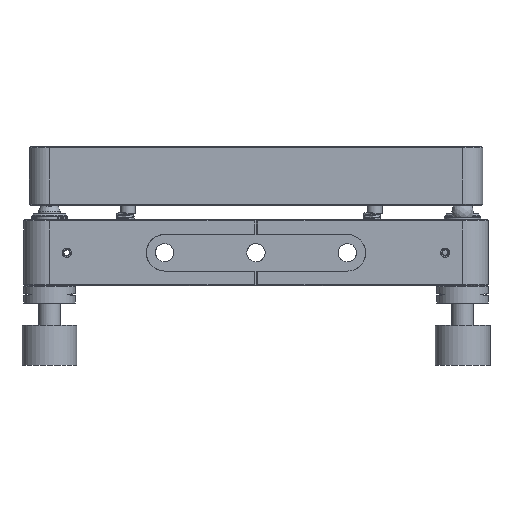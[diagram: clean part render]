
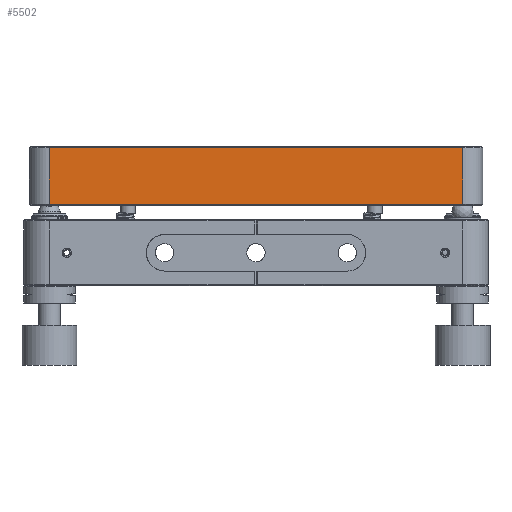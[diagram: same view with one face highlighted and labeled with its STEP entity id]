
A CAD part, front view. The second image highlights one B-rep face of the part: STEP entity #5502.
In plain terms, the highlighted planar face has unit normal (0, 1, 0).
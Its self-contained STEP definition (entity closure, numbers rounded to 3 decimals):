
#577 = EDGE_CURVE ( 'NONE', #12945, #19850, #19547, .T. ) ;
#2118 = ORIENTED_EDGE ( 'NONE', *, *, #8507, .T. ) ;
#2546 = EDGE_LOOP ( 'NONE', ( #12035, #4943, #2118, #8846 ) ) ;
#3534 = CARTESIAN_POINT ( 'NONE',  ( 56.5, -62., 28.995 ) ) ;
#4715 = EDGE_CURVE ( 'NONE', #12945, #7419, #16541, .T. ) ;
#4943 = ORIENTED_EDGE ( 'NONE', *, *, #4715, .T. ) ;
#5502 = ADVANCED_FACE ( 'NONE', ( #20330 ), #6491, .T. ) ;
#5518 = VECTOR ( 'NONE', #19340, 1000. ) ;
#5928 = DIRECTION ( 'NONE',  ( 0., 0., 1. ) ) ;
#6035 = CARTESIAN_POINT ( 'NONE',  ( -56.5, -62., 28.995 ) ) ;
#6491 = PLANE ( 'NONE',  #20452 ) ;
#6598 = CARTESIAN_POINT ( 'NONE',  ( -56.5, -62., 28.745 ) ) ;
#6663 = LINE ( 'NONE', #3534, #21969 ) ;
#7419 = VERTEX_POINT ( 'NONE', #6598 ) ;
#7514 = CARTESIAN_POINT ( 'NONE',  ( 56.5, -62., 28.745 ) ) ;
#7955 = DIRECTION ( 'NONE',  ( -1., 0., 0. ) ) ;
#8507 = EDGE_CURVE ( 'NONE', #7419, #15035, #8747, .T. ) ;
#8747 = LINE ( 'NONE', #15576, #5518 ) ;
#8846 = ORIENTED_EDGE ( 'NONE', *, *, #12058, .T. ) ;
#11063 = CARTESIAN_POINT ( 'NONE',  ( -62., -62., 13.245 ) ) ;
#11807 = DIRECTION ( 'NONE',  ( 0., 0., -1. ) ) ;
#12035 = ORIENTED_EDGE ( 'NONE', *, *, #577, .F. ) ;
#12058 = EDGE_CURVE ( 'NONE', #15035, #19850, #6663, .T. ) ;
#12945 = VERTEX_POINT ( 'NONE', #20371 ) ;
#14009 = VECTOR ( 'NONE', #14422, 1000. ) ;
#14422 = DIRECTION ( 'NONE',  ( 1., 0., 0. ) ) ;
#15035 = VERTEX_POINT ( 'NONE', #7514 ) ;
#15576 = CARTESIAN_POINT ( 'NONE',  ( -62., -62., 28.745 ) ) ;
#16541 = LINE ( 'NONE', #6035, #19719 ) ;
#16884 = CARTESIAN_POINT ( 'NONE',  ( -62., -62., 28.995 ) ) ;
#17144 = CARTESIAN_POINT ( 'NONE',  ( 56.5, -62., 13.245 ) ) ;
#18340 = DIRECTION ( 'NONE',  ( 0., 1., 0. ) ) ;
#19340 = DIRECTION ( 'NONE',  ( 1., 0., 0. ) ) ;
#19547 = LINE ( 'NONE', #11063, #14009 ) ;
#19719 = VECTOR ( 'NONE', #5928, 1000. ) ;
#19850 = VERTEX_POINT ( 'NONE', #17144 ) ;
#20330 = FACE_OUTER_BOUND ( 'NONE', #2546, .T. ) ;
#20371 = CARTESIAN_POINT ( 'NONE',  ( -56.5, -62., 13.245 ) ) ;
#20452 = AXIS2_PLACEMENT_3D ( 'NONE', #16884, #18340, #7955 ) ;
#21969 = VECTOR ( 'NONE', #11807, 1000. ) ;
